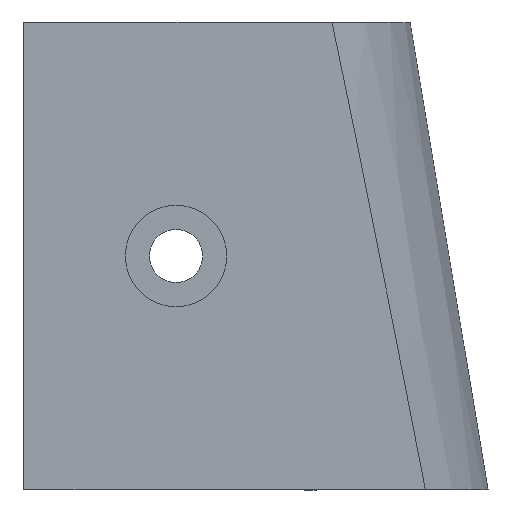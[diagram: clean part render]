
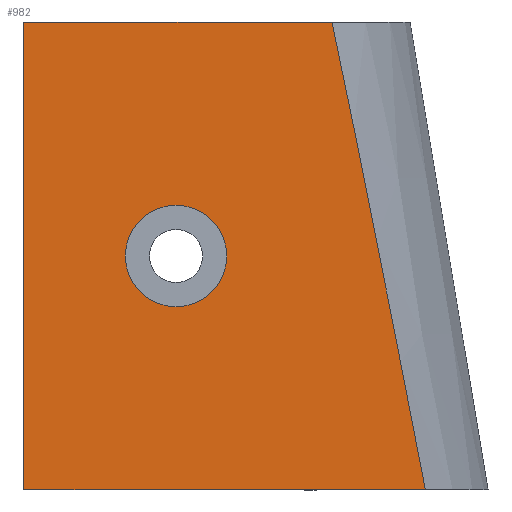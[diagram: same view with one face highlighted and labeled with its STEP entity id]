
A CAD part, front view. The second image highlights one B-rep face of the part: STEP entity #982.
In plain terms, the highlighted planar face has unit normal (0, -1, 0).
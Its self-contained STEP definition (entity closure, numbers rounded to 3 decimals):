
#32 = CONICAL_SURFACE('',#33,30.,0.165);
#33 = AXIS2_PLACEMENT_3D('',#34,#35,#36);
#34 = CARTESIAN_POINT('',(20.,20.,0.));
#35 = DIRECTION('',(-0.,-0.,-1.));
#36 = DIRECTION('',(1.,0.,0.));
#57 = VERTEX_POINT('',#58);
#58 = CARTESIAN_POINT('',(40.,5.,30.));
#73 = PLANE('',#74);
#74 = AXIS2_PLACEMENT_3D('',#75,#76,#77);
#75 = CARTESIAN_POINT('',(20.,20.,30.));
#76 = DIRECTION('',(0.,0.,1.));
#77 = DIRECTION('',(1.,0.,0.));
#85 = EDGE_CURVE('',#86,#57,#88,.T.);
#86 = VERTEX_POINT('',#87);
#87 = CARTESIAN_POINT('',(45.981,5.,0.));
#88 = SURFACE_CURVE('',#89,(#94,#104),.PCURVE_S1.);
#89 = HYPERBOLA('',#90,90.,15.);
#90 = AXIS2_PLACEMENT_3D('',#91,#92,#93);
#91 = CARTESIAN_POINT('',(20.,5.,180.));
#92 = DIRECTION('',(0.,1.,0.));
#93 = DIRECTION('',(0.,0.,-1.));
#94 = PCURVE('',#32,#95);
#95 = DEFINITIONAL_REPRESENTATION('',(#96),#103);
#96 = B_SPLINE_CURVE_WITH_KNOTS('',5,(#97,#98,#99,#100,#101,#102),
  .UNSPECIFIED.,.F.,.F.,(6,6),(-1.317,-1.099),
  .PIECEWISE_BEZIER_KNOTS.);
#97 = CARTESIAN_POINT('',(-5.76,0.));
#98 = CARTESIAN_POINT('',(-5.738,-6.807));
#99 = CARTESIAN_POINT('',(-5.715,-13.186));
#100 = CARTESIAN_POINT('',(-5.691,-19.162));
#101 = CARTESIAN_POINT('',(-5.666,-24.76));
#102 = CARTESIAN_POINT('',(-5.64,-30.));
#103 = ( GEOMETRIC_REPRESENTATION_CONTEXT(2) 
PARAMETRIC_REPRESENTATION_CONTEXT() REPRESENTATION_CONTEXT('2D SPACE',''
  ) );
#104 = PCURVE('',#105,#110);
#105 = PLANE('',#106);
#106 = AXIS2_PLACEMENT_3D('',#107,#108,#109);
#107 = CARTESIAN_POINT('',(-7.,5.,0.));
#108 = DIRECTION('',(0.,1.,0.));
#109 = DIRECTION('',(0.,0.,1.));
#110 = DEFINITIONAL_REPRESENTATION('',(#111),#115);
#111 = ( BOUNDED_CURVE() B_SPLINE_CURVE(2,(#112,#113,#114),
.UNSPECIFIED.,.F.,.F.) B_SPLINE_CURVE_WITH_KNOTS((3,3),(-1.317,
-1.099),.PIECEWISE_BEZIER_KNOTS.) CURVE() 
GEOMETRIC_REPRESENTATION_ITEM() RATIONAL_B_SPLINE_CURVE((1.,
1.006,1.)) REPRESENTATION_ITEM('') );
#112 = CARTESIAN_POINT('',(0.,52.981));
#113 = CARTESIAN_POINT('',(16.951,49.719));
#114 = CARTESIAN_POINT('',(30.,47.));
#115 = ( GEOMETRIC_REPRESENTATION_CONTEXT(2) 
PARAMETRIC_REPRESENTATION_CONTEXT() REPRESENTATION_CONTEXT('2D SPACE',''
  ) );
#132 = PLANE('',#133);
#133 = AXIS2_PLACEMENT_3D('',#134,#135,#136);
#134 = CARTESIAN_POINT('',(20.,20.,0.));
#135 = DIRECTION('',(0.,0.,1.));
#136 = DIRECTION('',(1.,0.,0.));
#229 = EDGE_CURVE('',#230,#86,#232,.T.);
#230 = VERTEX_POINT('',#231);
#231 = CARTESIAN_POINT('',(20.25,5.,0.));
#232 = SURFACE_CURVE('',#233,(#237,#244),.PCURVE_S1.);
#233 = LINE('',#234,#235);
#234 = CARTESIAN_POINT('',(-7.,5.,0.));
#235 = VECTOR('',#236,1.);
#236 = DIRECTION('',(1.,0.,0.));
#237 = PCURVE('',#132,#238);
#238 = DEFINITIONAL_REPRESENTATION('',(#239),#243);
#239 = LINE('',#240,#241);
#240 = CARTESIAN_POINT('',(-27.,-15.));
#241 = VECTOR('',#242,1.);
#242 = DIRECTION('',(1.,0.));
#243 = ( GEOMETRIC_REPRESENTATION_CONTEXT(2) 
PARAMETRIC_REPRESENTATION_CONTEXT() REPRESENTATION_CONTEXT('2D SPACE',''
  ) );
#244 = PCURVE('',#105,#245);
#245 = DEFINITIONAL_REPRESENTATION('',(#246),#250);
#246 = LINE('',#247,#248);
#247 = CARTESIAN_POINT('',(0.,0.));
#248 = VECTOR('',#249,1.);
#249 = DIRECTION('',(0.,1.));
#250 = ( GEOMETRIC_REPRESENTATION_CONTEXT(2) 
PARAMETRIC_REPRESENTATION_CONTEXT() REPRESENTATION_CONTEXT('2D SPACE',''
  ) );
#971 = PLANE('',#972);
#972 = AXIS2_PLACEMENT_3D('',#973,#974,#975);
#973 = CARTESIAN_POINT('',(20.25,0.,0.));
#974 = DIRECTION('',(1.,0.,0.));
#975 = DIRECTION('',(0.,0.,1.));
#982 = ADVANCED_FACE('',(#983,#1027),#105,.F.);
#983 = FACE_BOUND('',#984,.F.);
#984 = EDGE_LOOP('',(#985,#986,#1007,#1026));
#985 = ORIENTED_EDGE('',*,*,#229,.F.);
#986 = ORIENTED_EDGE('',*,*,#987,.F.);
#987 = EDGE_CURVE('',#988,#230,#990,.T.);
#988 = VERTEX_POINT('',#989);
#989 = CARTESIAN_POINT('',(20.25,5.,30.));
#990 = SURFACE_CURVE('',#991,(#995,#1001),.PCURVE_S1.);
#991 = LINE('',#992,#993);
#992 = CARTESIAN_POINT('',(20.25,5.,0.));
#993 = VECTOR('',#994,1.);
#994 = DIRECTION('',(0.,0.,-1.));
#995 = PCURVE('',#105,#996);
#996 = DEFINITIONAL_REPRESENTATION('',(#997),#1000);
#997 = B_SPLINE_CURVE_WITH_KNOTS('',1,(#998,#999),.UNSPECIFIED.,.F.,.F.,
  (2,2),(-30.,0.),.PIECEWISE_BEZIER_KNOTS.);
#998 = CARTESIAN_POINT('',(30.,27.25));
#999 = CARTESIAN_POINT('',(0.,27.25));
#1000 = ( GEOMETRIC_REPRESENTATION_CONTEXT(2) 
PARAMETRIC_REPRESENTATION_CONTEXT() REPRESENTATION_CONTEXT('2D SPACE',''
  ) );
#1001 = PCURVE('',#971,#1002);
#1002 = DEFINITIONAL_REPRESENTATION('',(#1003),#1006);
#1003 = B_SPLINE_CURVE_WITH_KNOTS('',1,(#1004,#1005),.UNSPECIFIED.,.F.,
  .F.,(2,2),(-30.,0.),.PIECEWISE_BEZIER_KNOTS.);
#1004 = CARTESIAN_POINT('',(30.,-5.));
#1005 = CARTESIAN_POINT('',(0.,-5.));
#1006 = ( GEOMETRIC_REPRESENTATION_CONTEXT(2) 
PARAMETRIC_REPRESENTATION_CONTEXT() REPRESENTATION_CONTEXT('2D SPACE',''
  ) );
#1007 = ORIENTED_EDGE('',*,*,#1008,.F.);
#1008 = EDGE_CURVE('',#57,#988,#1009,.T.);
#1009 = SURFACE_CURVE('',#1010,(#1014,#1020),.PCURVE_S1.);
#1010 = LINE('',#1011,#1012);
#1011 = CARTESIAN_POINT('',(6.5,5.,30.));
#1012 = VECTOR('',#1013,1.);
#1013 = DIRECTION('',(-1.,0.,0.));
#1014 = PCURVE('',#105,#1015);
#1015 = DEFINITIONAL_REPRESENTATION('',(#1016),#1019);
#1016 = B_SPLINE_CURVE_WITH_KNOTS('',1,(#1017,#1018),.UNSPECIFIED.,.F.,
  .F.,(2,2),(-38.5,11.5),.PIECEWISE_BEZIER_KNOTS.);
#1017 = CARTESIAN_POINT('',(30.,52.));
#1018 = CARTESIAN_POINT('',(30.,2.));
#1019 = ( GEOMETRIC_REPRESENTATION_CONTEXT(2) 
PARAMETRIC_REPRESENTATION_CONTEXT() REPRESENTATION_CONTEXT('2D SPACE',''
  ) );
#1020 = PCURVE('',#73,#1021);
#1021 = DEFINITIONAL_REPRESENTATION('',(#1022),#1025);
#1022 = B_SPLINE_CURVE_WITH_KNOTS('',1,(#1023,#1024),.UNSPECIFIED.,.F.,
  .F.,(2,2),(-38.5,11.5),.PIECEWISE_BEZIER_KNOTS.);
#1023 = CARTESIAN_POINT('',(25.,-15.));
#1024 = CARTESIAN_POINT('',(-25.,-15.));
#1025 = ( GEOMETRIC_REPRESENTATION_CONTEXT(2) 
PARAMETRIC_REPRESENTATION_CONTEXT() REPRESENTATION_CONTEXT('2D SPACE',''
  ) );
#1026 = ORIENTED_EDGE('',*,*,#85,.F.);
#1027 = FACE_BOUND('',#1028,.F.);
#1028 = EDGE_LOOP('',(#1029));
#1029 = ORIENTED_EDGE('',*,*,#1030,.F.);
#1030 = EDGE_CURVE('',#1031,#1031,#1033,.T.);
#1031 = VERTEX_POINT('',#1032);
#1032 = CARTESIAN_POINT('',(33.25,5.,15.));
#1033 = SURFACE_CURVE('',#1034,(#1039,#1046),.PCURVE_S1.);
#1034 = CIRCLE('',#1035,3.25);
#1035 = AXIS2_PLACEMENT_3D('',#1036,#1037,#1038);
#1036 = CARTESIAN_POINT('',(30.,5.,15.));
#1037 = DIRECTION('',(-0.,1.,0.));
#1038 = DIRECTION('',(1.,0.,0.));
#1039 = PCURVE('',#105,#1040);
#1040 = DEFINITIONAL_REPRESENTATION('',(#1041),#1045);
#1041 = CIRCLE('',#1042,3.25);
#1042 = AXIS2_PLACEMENT_2D('',#1043,#1044);
#1043 = CARTESIAN_POINT('',(15.,37.));
#1044 = DIRECTION('',(0.,1.));
#1045 = ( GEOMETRIC_REPRESENTATION_CONTEXT(2) 
PARAMETRIC_REPRESENTATION_CONTEXT() REPRESENTATION_CONTEXT('2D SPACE',''
  ) );
#1046 = PCURVE('',#1047,#1052);
#1047 = CYLINDRICAL_SURFACE('',#1048,3.25);
#1048 = AXIS2_PLACEMENT_3D('',#1049,#1050,#1051);
#1049 = CARTESIAN_POINT('',(30.,4.,15.));
#1050 = DIRECTION('',(0.,1.,0.));
#1051 = DIRECTION('',(1.,0.,0.));
#1052 = DEFINITIONAL_REPRESENTATION('',(#1053),#1057);
#1053 = LINE('',#1054,#1055);
#1054 = CARTESIAN_POINT('',(0.,1.));
#1055 = VECTOR('',#1056,1.);
#1056 = DIRECTION('',(1.,0.));
#1057 = ( GEOMETRIC_REPRESENTATION_CONTEXT(2) 
PARAMETRIC_REPRESENTATION_CONTEXT() REPRESENTATION_CONTEXT('2D SPACE',''
  ) );
